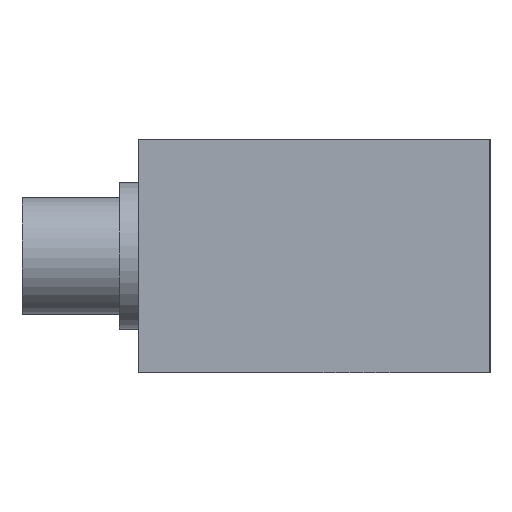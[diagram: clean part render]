
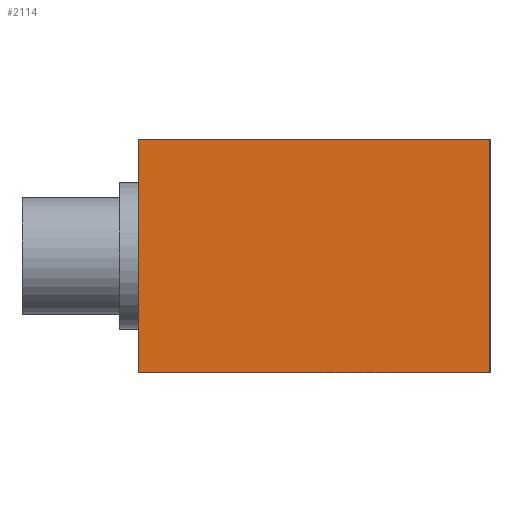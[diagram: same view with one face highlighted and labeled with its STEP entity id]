
A CAD part, left-side view. The second image highlights one B-rep face of the part: STEP entity #2114.
In plain terms, the highlighted planar face has unit normal (-1, 0, 0).
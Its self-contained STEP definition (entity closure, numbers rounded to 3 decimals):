
#240=LINE($,#3360,#483);
#244=LINE($,#3374,#487);
#245=LINE($,#3375,#488);
#246=LINE($,#3376,#489);
#483=VECTOR($,#2716,36.);
#487=VECTOR($,#2730,36.);
#488=VECTOR($,#2731,24.);
#489=VECTOR($,#2732,24.);
#597=PLANE($,#2246);
#749=FACE_OUTER_BOUND($,#869,.T.);
#869=EDGE_LOOP($,(#1776,#1777,#1778,#1779));
#1089=VERTEX_POINT($,#3357);
#1090=VERTEX_POINT($,#3359);
#1094=VERTEX_POINT($,#3372);
#1095=VERTEX_POINT($,#3373);
#1345=EDGE_CURVE($,#1090,#1089,#240,.T.);
#1351=EDGE_CURVE($,#1094,#1095,#244,.T.);
#1352=EDGE_CURVE($,#1090,#1095,#245,.T.);
#1353=EDGE_CURVE($,#1089,#1094,#246,.T.);
#1776=ORIENTED_EDGE($,*,*,#1351,.T.);
#1777=ORIENTED_EDGE($,*,*,#1352,.F.);
#1778=ORIENTED_EDGE($,*,*,#1345,.T.);
#1779=ORIENTED_EDGE($,*,*,#1353,.T.);
#2114=ADVANCED_FACE($,(#749),#597,.T.);
#2246=AXIS2_PLACEMENT_3D($,#3371,#2728,#2729);
#2716=DIRECTION($,(0.,-1.,0.));
#2728=DIRECTION('center_axis',(-1.,0.,0.));
#2729=DIRECTION('ref_axis',(0.,0.,1.));
#2730=DIRECTION($,(0.,1.,0.));
#2731=DIRECTION($,(0.,0.,1.));
#2732=DIRECTION($,(0.,0.,1.));
#3357=CARTESIAN_POINT('',(2.816,0.971,0.));
#3359=CARTESIAN_POINT('',(2.816,36.971,0.));
#3360=CARTESIAN_POINT($,(2.816,36.971,0.));
#3371=CARTESIAN_POINT('Origin',(2.816,0.971,0.));
#3372=CARTESIAN_POINT('',(2.816,0.971,24.));
#3373=CARTESIAN_POINT('',(2.816,36.971,24.));
#3374=CARTESIAN_POINT($,(2.816,0.971,24.));
#3375=CARTESIAN_POINT($,(2.816,36.971,0.));
#3376=CARTESIAN_POINT($,(2.816,0.971,0.));
